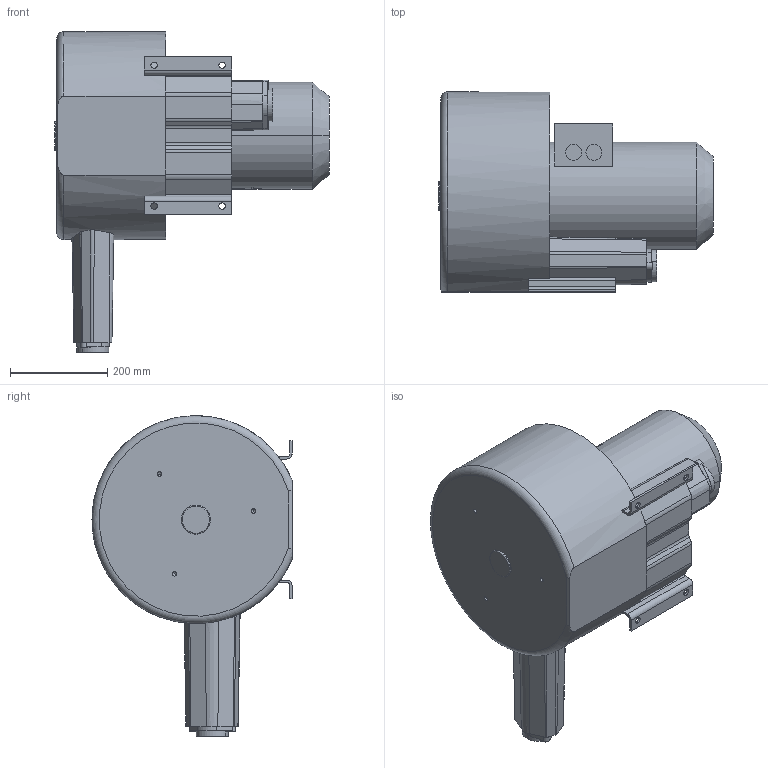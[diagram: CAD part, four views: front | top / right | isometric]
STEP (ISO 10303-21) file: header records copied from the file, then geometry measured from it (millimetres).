
FILE_DESCRIPTION((''),'2;1');
FILE_NAME('VSC0315_2SP401_ASM','2015-03-24T',('rnennstiel'),('vacuvane vacuum technology gmbh'),'PRO/ENGINEER BY PARAMETRIC TECHNOLOGY CORPORATION, 2010140','PRO/ENGINEER BY PARAMETRIC TECHNOLOGY CORPORATION, 2010140','');
FILE_SCHEMA(('AUTOMOTIVE_DESIGN_CC2 { 1 2 10303 214 -1 1 5 2 }'));
Length unit declared in the file: millimetre
Products named in the file (3): VSC0315_2SP401; GEWINDEFLANSCH_2_ZOLL; VSC0315_2SP401_ASM
Assembly tree (3 placements, depth 2):
  VSC0315_2SP401_ASM
    VSC0315_2SP401
    GEWINDEFLANSCH_2_ZOLL  x2
Bounding box: 566 x 412 x 660.05 mm (x, y, z)
Volume: 47449699.4 mm3; surface area: 1264190.9 mm2
Topology: 3 solids, 3 shells, 947 faces, 2594 edges, 1707 vertices
Faces by surface type: extrusion 414, plane 349, cylinder 134, cone 47, torus 3
Entity records: 32073 total; most frequent: CARTESIAN_POINT 10051, ORIENTED_EDGE 4980, DIRECTION 3307, EDGE_CURVE 2490, VERTEX_POINT 1653, VECTOR 1637, B_SPLINE_CURVE_WITH_KNOTS 1355, LINE 1223
